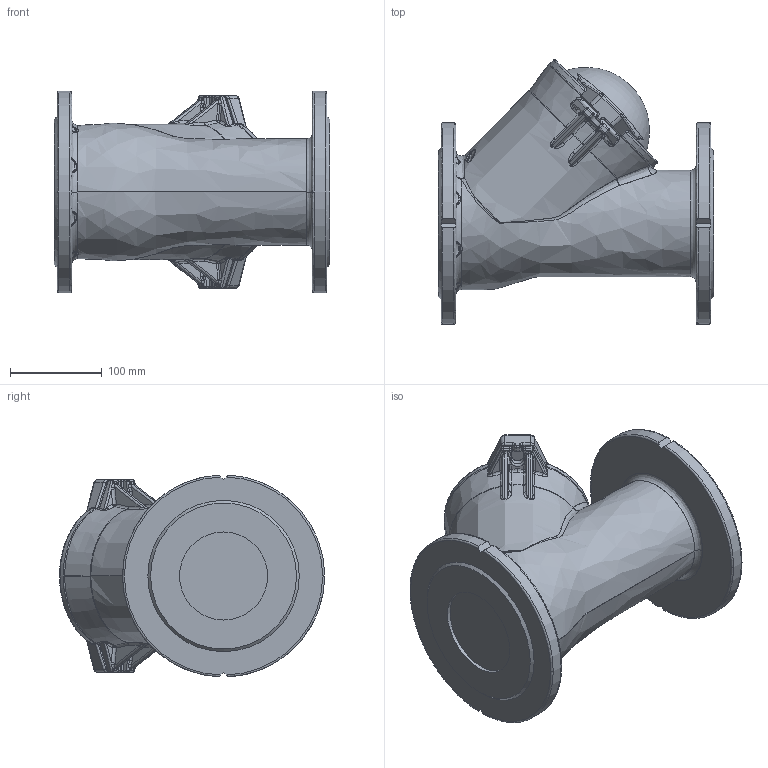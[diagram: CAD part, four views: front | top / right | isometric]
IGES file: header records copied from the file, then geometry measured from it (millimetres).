
Start section: SolidWorks IGES file using analytic representation for surfaces
Global section: file name: O_53_35_DN100_AA1_igs.igs; native system: SolidWorks 2012; preprocessor: SolidWorks 2012; author: pbm; date: 160512.083924; units: millimetre
Bounding box: 300 x 288.78 x 219.78 mm (x, y, z)
Surface area: 318995.1 mm2 (no closed solid volume)
Topology: 0 solids, 0 shells, 550 faces, 2854 edges, 2778 vertices
Faces by surface type: bspline 302, revolution 248
